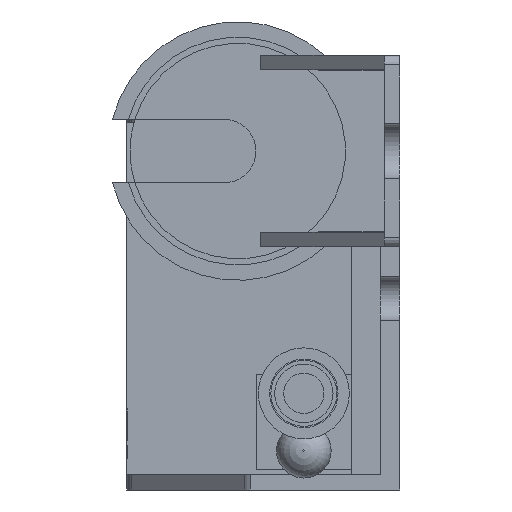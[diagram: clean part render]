
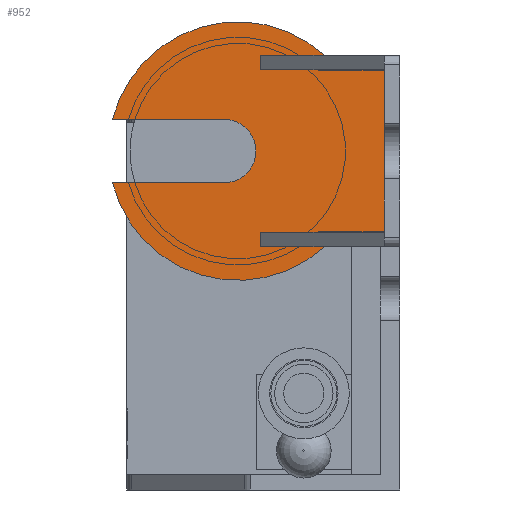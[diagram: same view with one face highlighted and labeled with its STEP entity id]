
A CAD part, left-side view. The second image highlights one B-rep face of the part: STEP entity #952.
In plain terms, the highlighted planar face has unit normal (-1, 0, 0).
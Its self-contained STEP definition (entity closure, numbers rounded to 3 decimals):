
#35 = LINE ( 'NONE', #2601, #3692 ) ;
#69 = CARTESIAN_POINT ( 'NONE',  ( -565.2, -12.65, 25.4 ) ) ;
#74 = CIRCLE ( 'NONE', #5447, 13.5 ) ;
#293 = VERTEX_POINT ( 'NONE', #1977 ) ;
#316 = VERTEX_POINT ( 'NONE', #1285 ) ;
#338 = EDGE_CURVE ( 'NONE', #3066, #5277, #5665, .T. ) ;
#456 = CARTESIAN_POINT ( 'NONE',  ( -565.2, 0.25, 23.9 ) ) ;
#477 = EDGE_CURVE ( 'NONE', #5578, #5556, #4186, .T. ) ;
#512 = DIRECTION ( 'NONE',  ( 0., 0., 1. ) ) ;
#550 = ORIENTED_EDGE ( 'NONE', *, *, #5198, .F. ) ;
#601 = ORIENTED_EDGE ( 'NONE', *, *, #2108, .T. ) ;
#608 = EDGE_CURVE ( 'NONE', #1945, #2212, #3260, .T. ) ;
#645 = EDGE_CURVE ( 'NONE', #5277, #2529, #3084, .T. ) ;
#710 = DIRECTION ( 'NONE',  ( 0., 1., 0. ) ) ;
#780 = VERTEX_POINT ( 'NONE', #4803 ) ;
#808 = DIRECTION ( 'NONE',  ( 0., 0., -1. ) ) ;
#809 = ORIENTED_EDGE ( 'NONE', *, *, #6055, .T. ) ;
#834 = CARTESIAN_POINT ( 'NONE',  ( -565.2, 2.66, 15.4 ) ) ;
#877 = DIRECTION ( 'NONE',  ( 1., 0., 0. ) ) ;
#952 = ADVANCED_FACE ( 'NONE', ( #6594 ), #2340, .T. ) ;
#1210 = CARTESIAN_POINT ( 'NONE',  ( -565.2, -6.41, 5.4 ) ) ;
#1215 = CARTESIAN_POINT ( 'NONE',  ( -565.2, 0.25, 23.9 ) ) ;
#1224 = AXIS2_PLACEMENT_3D ( 'NONE', #834, #877, #808 ) ;
#1281 = DIRECTION ( 'NONE',  ( 0., 0., 1. ) ) ;
#1285 = CARTESIAN_POINT ( 'NONE',  ( -565.2, 0.25, 5.4 ) ) ;
#1435 = ORIENTED_EDGE ( 'NONE', *, *, #477, .F. ) ;
#1488 = DIRECTION ( 'NONE',  ( 1., 0., 0. ) ) ;
#1564 = AXIS2_PLACEMENT_3D ( 'NONE', #5273, #5230, #5208 ) ;
#1657 = VECTOR ( 'NONE', #6628, 1000. ) ;
#1792 = DIRECTION ( 'NONE',  ( -1., 0., 0. ) ) ;
#1945 = VERTEX_POINT ( 'NONE', #3231 ) ;
#1977 = CARTESIAN_POINT ( 'NONE',  ( -565.2, 15.75, 18.7 ) ) ;
#2076 = EDGE_CURVE ( 'NONE', #6601, #293, #4156, .T. ) ;
#2108 = EDGE_CURVE ( 'NONE', #2212, #5820, #4163, .T. ) ;
#2212 = VERTEX_POINT ( 'NONE', #456 ) ;
#2257 = CARTESIAN_POINT ( 'NONE',  ( -565.2, 0.25, 6.9 ) ) ;
#2283 = DIRECTION ( 'NONE',  ( 0., 1., 0. ) ) ;
#2340 = PLANE ( 'NONE',  #5188 ) ;
#2529 = VERTEX_POINT ( 'NONE', #4838 ) ;
#2601 = CARTESIAN_POINT ( 'NONE',  ( -565.2, 0.25, 6.9 ) ) ;
#2896 = ORIENTED_EDGE ( 'NONE', *, *, #4183, .F. ) ;
#2923 = VECTOR ( 'NONE', #3469, 1000. ) ;
#3066 = VERTEX_POINT ( 'NONE', #1210 ) ;
#3084 = LINE ( 'NONE', #5043, #2923 ) ;
#3157 = EDGE_CURVE ( 'NONE', #5578, #780, #6708, .T. ) ;
#3175 = VECTOR ( 'NONE', #5000, 1000. ) ;
#3231 = CARTESIAN_POINT ( 'NONE',  ( -565.2, -12.65, 23.9 ) ) ;
#3260 = LINE ( 'NONE', #6090, #3175 ) ;
#3281 = LINE ( 'NONE', #3906, #3316 ) ;
#3305 = ORIENTED_EDGE ( 'NONE', *, *, #608, .T. ) ;
#3316 = VECTOR ( 'NONE', #710, 1000. ) ;
#3443 = CARTESIAN_POINT ( 'NONE',  ( -565.2, 0.25, 5.4 ) ) ;
#3469 = DIRECTION ( 'NONE',  ( 0., -1., 0. ) ) ;
#3545 = ORIENTED_EDGE ( 'NONE', *, *, #2076, .F. ) ;
#3563 = CARTESIAN_POINT ( 'NONE',  ( -565.2, -12.65, 6.9 ) ) ;
#3692 = VECTOR ( 'NONE', #5798, 1000. ) ;
#3780 = EDGE_CURVE ( 'NONE', #2529, #6601, #4815, .T. ) ;
#3906 = CARTESIAN_POINT ( 'NONE',  ( -565.2, 0.25, 25.4 ) ) ;
#4026 = LINE ( 'NONE', #4229, #5330 ) ;
#4097 = VECTOR ( 'NONE', #2283, 1000. ) ;
#4119 = ORIENTED_EDGE ( 'NONE', *, *, #5214, .T. ) ;
#4149 = VECTOR ( 'NONE', #5493, 1000. ) ;
#4152 = VERTEX_POINT ( 'NONE', #4913 ) ;
#4156 = LINE ( 'NONE', #5647, #4149 ) ;
#4163 = LINE ( 'NONE', #1215, #4484 ) ;
#4183 = EDGE_CURVE ( 'NONE', #4152, #5820, #3281, .T. ) ;
#4186 = LINE ( 'NONE', #2257, #4097 ) ;
#4229 = CARTESIAN_POINT ( 'NONE',  ( -565.2, -12.65, 25.4 ) ) ;
#4325 = ORIENTED_EDGE ( 'NONE', *, *, #3157, .T. ) ;
#4397 = ORIENTED_EDGE ( 'NONE', *, *, #3780, .F. ) ;
#4484 = VECTOR ( 'NONE', #5317, 1000. ) ;
#4689 = CARTESIAN_POINT ( 'NONE',  ( -565.2, 2.66, 15.4 ) ) ;
#4803 = CARTESIAN_POINT ( 'NONE',  ( -565.2, -12.65, 15.4 ) ) ;
#4815 = CIRCLE ( 'NONE', #1564, 3.3 ) ;
#4838 = CARTESIAN_POINT ( 'NONE',  ( -565.2, 4.05, 12.1 ) ) ;
#4913 = CARTESIAN_POINT ( 'NONE',  ( -565.2, -6.41, 25.4 ) ) ;
#4997 = CARTESIAN_POINT ( 'NONE',  ( -565.2, 4.05, 18.7 ) ) ;
#5000 = DIRECTION ( 'NONE',  ( 0., 1., 0. ) ) ;
#5004 = CARTESIAN_POINT ( 'NONE',  ( -565.2, -1.34, 15.4 ) ) ;
#5043 = CARTESIAN_POINT ( 'NONE',  ( -565.2, 28.269, 12.1 ) ) ;
#5098 = ORIENTED_EDGE ( 'NONE', *, *, #5155, .F. ) ;
#5155 = EDGE_CURVE ( 'NONE', #293, #4152, #74, .T. ) ;
#5188 = AXIS2_PLACEMENT_3D ( 'NONE', #5004, #1792, #1281 ) ;
#5198 = EDGE_CURVE ( 'NONE', #5556, #316, #35, .T. ) ;
#5208 = DIRECTION ( 'NONE',  ( 0., 0., 1. ) ) ;
#5214 = EDGE_CURVE ( 'NONE', #780, #1945, #4026, .T. ) ;
#5230 = DIRECTION ( 'NONE',  ( -1., 0., 0. ) ) ;
#5244 = DIRECTION ( 'NONE',  ( 0., 0., -1. ) ) ;
#5273 = CARTESIAN_POINT ( 'NONE',  ( -565.2, 4.05, 15.4 ) ) ;
#5277 = VERTEX_POINT ( 'NONE', #6906 ) ;
#5317 = DIRECTION ( 'NONE',  ( 0., 0., 1. ) ) ;
#5330 = VECTOR ( 'NONE', #512, 1000. ) ;
#5447 = AXIS2_PLACEMENT_3D ( 'NONE', #4689, #1488, #5244 ) ;
#5493 = DIRECTION ( 'NONE',  ( 0., 1., 0. ) ) ;
#5513 = CARTESIAN_POINT ( 'NONE',  ( -565.2, 0.25, 6.9 ) ) ;
#5556 = VERTEX_POINT ( 'NONE', #5513 ) ;
#5578 = VERTEX_POINT ( 'NONE', #3563 ) ;
#5647 = CARTESIAN_POINT ( 'NONE',  ( -565.2, 28.269, 18.7 ) ) ;
#5665 = CIRCLE ( 'NONE', #1224, 13.5 ) ;
#5798 = DIRECTION ( 'NONE',  ( 0., 0., -1. ) ) ;
#5820 = VERTEX_POINT ( 'NONE', #6468 ) ;
#5947 = EDGE_LOOP ( 'NONE', ( #4325, #4119, #3305, #601, #2896, #5098, #3545, #4397, #6802, #6618, #809, #550, #1435 ) ) ;
#6055 = EDGE_CURVE ( 'NONE', #3066, #316, #6104, .T. ) ;
#6090 = CARTESIAN_POINT ( 'NONE',  ( -565.2, 0.25, 23.9 ) ) ;
#6104 = LINE ( 'NONE', #3443, #1657 ) ;
#6456 = VECTOR ( 'NONE', #6830, 1000. ) ;
#6468 = CARTESIAN_POINT ( 'NONE',  ( -565.2, 0.25, 25.4 ) ) ;
#6594 = FACE_OUTER_BOUND ( 'NONE', #5947, .T. ) ;
#6601 = VERTEX_POINT ( 'NONE', #4997 ) ;
#6618 = ORIENTED_EDGE ( 'NONE', *, *, #338, .F. ) ;
#6628 = DIRECTION ( 'NONE',  ( 0., 1., 0. ) ) ;
#6708 = LINE ( 'NONE', #69, #6456 ) ;
#6802 = ORIENTED_EDGE ( 'NONE', *, *, #645, .F. ) ;
#6830 = DIRECTION ( 'NONE',  ( 0., 0., 1. ) ) ;
#6906 = CARTESIAN_POINT ( 'NONE',  ( -565.2, 15.75, 12.1 ) ) ;
